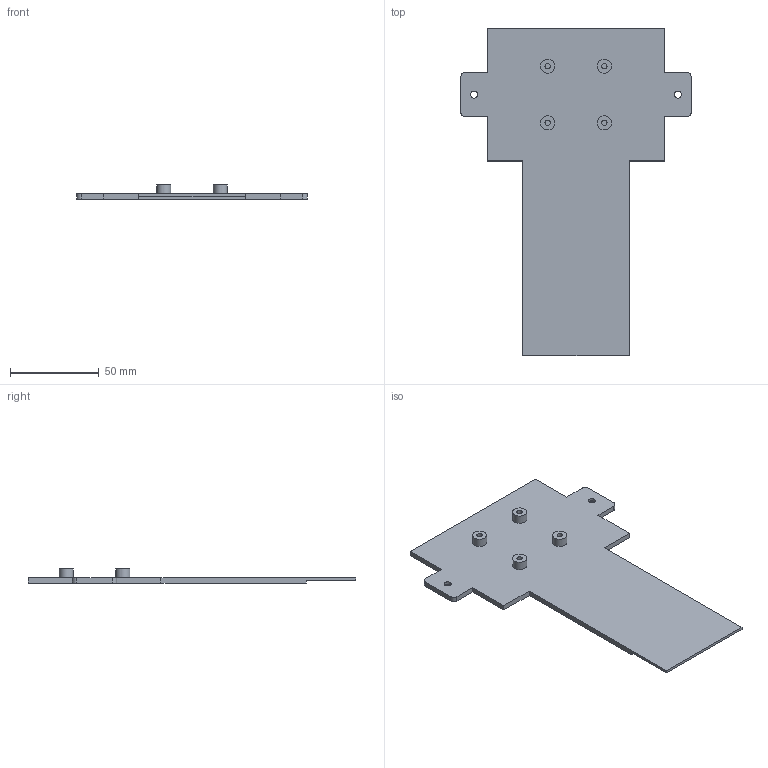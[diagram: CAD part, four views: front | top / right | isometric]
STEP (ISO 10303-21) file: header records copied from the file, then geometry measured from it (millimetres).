
FILE_DESCRIPTION(/* description */ (''),/* implementation_level */ '2;1');
FILE_NAME(/* name */ 'rfid_support.step',/* time_stamp */ '2025-07-19T16:10:32+02:00',/* author */ (''),/* organization */ (''),/* preprocessor_version */ 'ST-DEVELOPER v20',/* originating_system */ 'Autodesk Translation Framework v13.20.0.188',/* authorisation */ '');
FILE_SCHEMA (('AUTOMOTIVE_DESIGN { 1 0 10303 214 3 1 1 }'));
Length unit declared in the file: millimetre
Products named in the file (1): Keybowl complete
Bounding box: 130 x 185 x 8 mm (x, y, z)
Volume: 42767.1 mm3; surface area: 32182.4 mm2
Topology: 1 solids, 1 shells, 44 faces, 100 edges, 66 vertices
Faces by surface type: plane 28, cylinder 14, cone 2
Full cylindrical faces by diameter (mm): 3 x4, 4 x2, 8 x4
Entity records: 1296 total; most frequent: DIRECTION 220, CARTESIAN_POINT 211, ORIENTED_EDGE 200, EDGE_CURVE 100, AXIS2_PLACEMENT_3D 75, LINE 70, VECTOR 70, VERTEX_POINT 66
